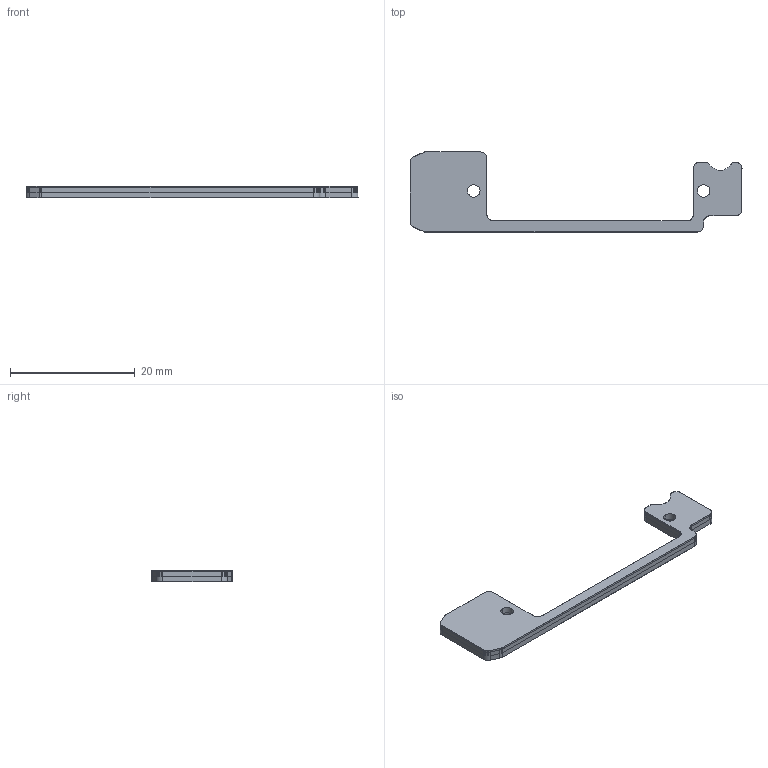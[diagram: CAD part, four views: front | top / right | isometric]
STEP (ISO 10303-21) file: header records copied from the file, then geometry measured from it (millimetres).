
FILE_DESCRIPTION(('Open CASCADE Model'),'2;1');
FILE_NAME('Open CASCADE Shape Model','2017-12-22T16:23:59',('Author'),( 'Open CASCADE'),'Open CASCADE STEP processor 6.8','Open CASCADE 6.8' ,'Unknown');
FILE_SCHEMA(('AUTOMOTIVE_DESIGN { 1 0 10303 214 1 1 1 1 }'));
Length unit declared in the file: millimetre
Products named in the file (4): PCB; Board; Free-Models; 0180-004-DM-0086-Touch
Assembly tree (3 placements, depth 3):
  PCB
    Board
    Free-Models
      0180-004-DM-0086-Touch
Bounding box: 53.24 x 12.85 x 1.92 mm (x, y, z)
Volume: 805.4 mm3; surface area: 1568 mm2
Topology: 2 solids, 2 shells, 172 faces, 493 edges, 326 vertices
Faces by surface type: plane 135, cylinder 37
Full cylindrical faces by diameter (mm): 2 x2
Entity records: 5661 total; most frequent: CARTESIAN_POINT 1016, ORIENTED_EDGE 986, DIRECTION 908, EDGE_CURVE 493, LINE 420, VECTOR 420, VERTEX_POINT 326, AXIS2_PLACEMENT_3D 244
